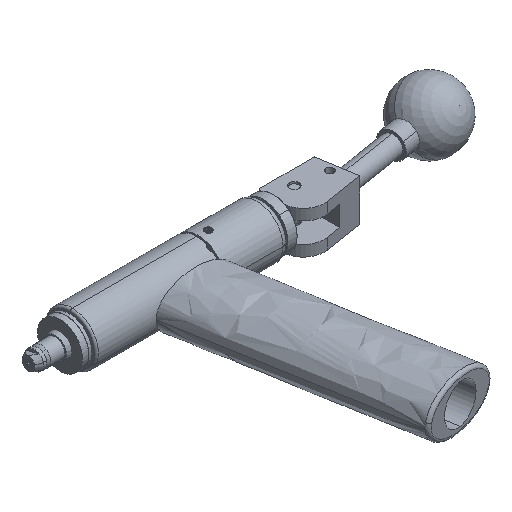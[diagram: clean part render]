
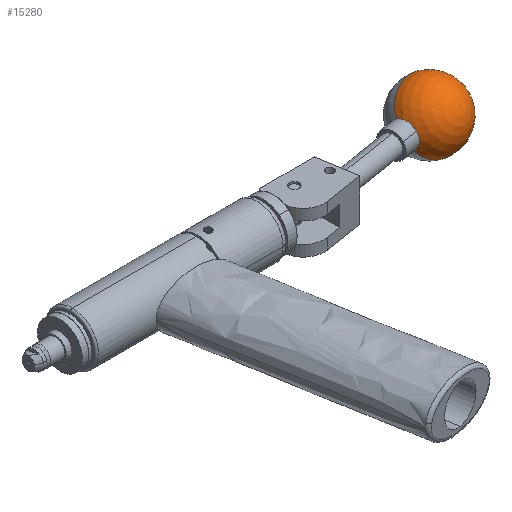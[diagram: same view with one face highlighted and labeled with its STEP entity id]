
A CAD part, isometric view. The second image highlights one B-rep face of the part: STEP entity #15280.
In plain terms, the highlighted spherical face has radius 15.875 mm.
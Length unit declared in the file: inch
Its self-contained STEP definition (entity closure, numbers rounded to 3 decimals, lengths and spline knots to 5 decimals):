
#439 = CARTESIAN_POINT ( 'NONE',  ( 7.15539, 0.28004, 0. ) ) ;
#1089 = CIRCLE ( 'NONE', #8694, 0.25 ) ;
#1317 = CIRCLE ( 'NONE', #11951, 0.625 ) ;
#1772 = CARTESIAN_POINT ( 'NONE',  ( 6.6125, 0.04597, -0.20274 ) ) ;
#2888 = CARTESIAN_POINT ( 'NONE',  ( 7.15539, 0.28004, 0. ) ) ;
#2967 = CIRCLE ( 'NONE', #11117, 0.25 ) ;
#3408 = AXIS2_PLACEMENT_3D ( 'NONE', #2888, #11019, #3965 ) ;
#3810 = CARTESIAN_POINT ( 'NONE',  ( 7.15539, 0.28004, 0. ) ) ;
#3965 = DIRECTION ( 'NONE',  ( 0., -0.59, -0.808 ) ) ;
#4883 = FACE_OUTER_BOUND ( 'NONE', #10464, .T. ) ;
#5053 = SPHERICAL_SURFACE ( 'NONE', #5062, 0.625 ) ;
#5062 = AXIS2_PLACEMENT_3D ( 'NONE', #3810, #10932, #14533 ) ;
#5084 = DIRECTION ( 'NONE',  ( 0., 0.59, 0.808 ) ) ;
#5309 = CARTESIAN_POINT ( 'NONE',  ( 6.58962, 0.19044, 0. ) ) ;
#5644 = DIRECTION ( 'NONE',  ( 0.127, -0.801, 0.585 ) ) ;
#6108 = ORIENTED_EDGE ( 'NONE', *, *, #6657, .F. ) ;
#6657 = EDGE_CURVE ( 'NONE', #12020, #14101, #1317, .T. ) ;
#8209 = ORIENTED_EDGE ( 'NONE', *, *, #12081, .T. ) ;
#8694 = AXIS2_PLACEMENT_3D ( 'NONE', #5309, #15098, #10312 ) ;
#8822 = CARTESIAN_POINT ( 'NONE',  ( 6.58962, 0.19044, 0. ) ) ;
#9061 = CIRCLE ( 'NONE', #3408, 0.625 ) ;
#9241 = EDGE_CURVE ( 'NONE', #12850, #14101, #1089, .T. ) ;
#9328 = ORIENTED_EDGE ( 'NONE', *, *, #9241, .T. ) ;
#9398 = DIRECTION ( 'NONE',  ( 0.988, 0.156, 0. ) ) ;
#9462 = CARTESIAN_POINT ( 'NONE',  ( 6.56674, 0.3349, 0.20274 ) ) ;
#10312 = DIRECTION ( 'NONE',  ( 0.127, -0.801, 0.585 ) ) ;
#10464 = EDGE_LOOP ( 'NONE', ( #6108, #11661, #8209, #9328 ) ) ;
#10932 = DIRECTION ( 'NONE',  ( 0.127, -0.801, 0.585 ) ) ;
#10956 = CARTESIAN_POINT ( 'NONE',  ( 7.7727, 0.37782, 0. ) ) ;
#11019 = DIRECTION ( 'NONE',  ( 0.127, -0.801, 0.585 ) ) ;
#11117 = AXIS2_PLACEMENT_3D ( 'NONE', #8822, #9398, #5644 ) ;
#11661 = ORIENTED_EDGE ( 'NONE', *, *, #14767, .T. ) ;
#11951 = AXIS2_PLACEMENT_3D ( 'NONE', #439, #14640, #5084 ) ;
#12020 = VERTEX_POINT ( 'NONE', #10956 ) ;
#12081 = EDGE_CURVE ( 'NONE', #13149, #12850, #2967, .T. ) ;
#12850 = VERTEX_POINT ( 'NONE', #14593 ) ;
#13149 = VERTEX_POINT ( 'NONE', #9462 ) ;
#14101 = VERTEX_POINT ( 'NONE', #1772 ) ;
#14533 = DIRECTION ( 'NONE',  ( 0.092, -0.578, -0.811 ) ) ;
#14593 = CARTESIAN_POINT ( 'NONE',  ( 6.62134, -0.00981, 0.14627 ) ) ;
#14640 = DIRECTION ( 'NONE',  ( -0.127, 0.801, -0.585 ) ) ;
#14767 = EDGE_CURVE ( 'NONE', #12020, #13149, #9061, .T. ) ;
#15098 = DIRECTION ( 'NONE',  ( 0.988, 0.156, 0. ) ) ;
#15280 = ADVANCED_FACE ( 'NONE', ( #4883 ), #5053, .T. ) ;
